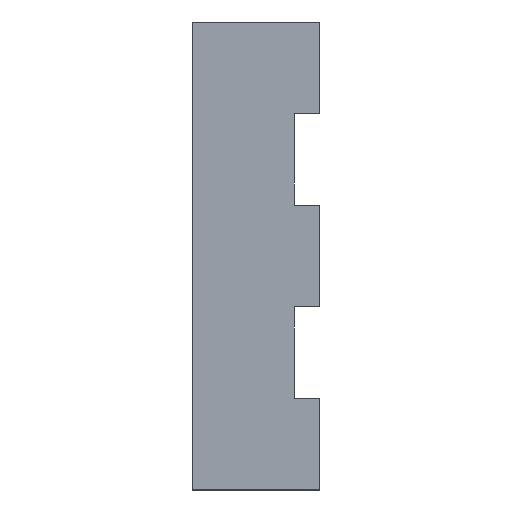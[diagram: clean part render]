
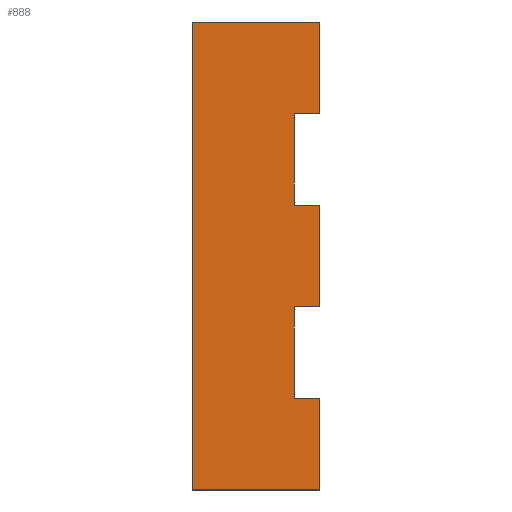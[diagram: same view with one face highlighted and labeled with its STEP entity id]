
A CAD part, left-side view. The second image highlights one B-rep face of the part: STEP entity #888.
In plain terms, the highlighted planar face has unit normal (-1, 0, 0).
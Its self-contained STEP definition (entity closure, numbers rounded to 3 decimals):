
#1 = ORIENTED_EDGE ( 'NONE', *, *, #889, .T. ) ;
#72 = LINE ( 'NONE', #719, #1196 ) ;
#73 = VERTEX_POINT ( 'NONE', #1268 ) ;
#76 = ORIENTED_EDGE ( 'NONE', *, *, #896, .F. ) ;
#118 = VERTEX_POINT ( 'NONE', #183 ) ;
#126 = PLANE ( 'NONE',  #1875 ) ;
#153 = CARTESIAN_POINT ( 'NONE',  ( -6.25, 0., 4.6 ) ) ;
#154 = CARTESIAN_POINT ( 'NONE',  ( -6.25, 0.5, 1. ) ) ;
#167 = DIRECTION ( 'NONE',  ( 0., 1., 0. ) ) ;
#183 = CARTESIAN_POINT ( 'NONE',  ( -6.25, 0.5, 1. ) ) ;
#195 = ORIENTED_EDGE ( 'NONE', *, *, #632, .T. ) ;
#205 = LINE ( 'NONE', #978, #846 ) ;
#206 = CARTESIAN_POINT ( 'NONE',  ( -6.25, 0., 4.6 ) ) ;
#226 = EDGE_CURVE ( 'NONE', #1958, #544, #205, .T. ) ;
#238 = VERTEX_POINT ( 'NONE', #466 ) ;
#242 = LINE ( 'NONE', #206, #1516 ) ;
#269 = VERTEX_POINT ( 'NONE', #930 ) ;
#333 = EDGE_CURVE ( 'NONE', #269, #882, #1104, .T. ) ;
#357 = EDGE_CURVE ( 'NONE', #1769, #269, #774, .T. ) ;
#375 = DIRECTION ( 'NONE',  ( 0., 1., 0. ) ) ;
#403 = LINE ( 'NONE', #1166, #1808 ) ;
#424 = CARTESIAN_POINT ( 'NONE',  ( -6.25, 0., 4.6 ) ) ;
#434 = DIRECTION ( 'NONE',  ( 0., -1., 0. ) ) ;
#466 = CARTESIAN_POINT ( 'NONE',  ( -6.25, 0.5, -2.8 ) ) ;
#476 = VECTOR ( 'NONE', #1848, 1000. ) ;
#502 = ORIENTED_EDGE ( 'NONE', *, *, #577, .T. ) ;
#514 = ORIENTED_EDGE ( 'NONE', *, *, #1827, .T. ) ;
#530 = DIRECTION ( 'NONE',  ( 0., 0., 1. ) ) ;
#544 = VERTEX_POINT ( 'NONE', #979 ) ;
#568 = CARTESIAN_POINT ( 'NONE',  ( -6.25, 0., -1. ) ) ;
#577 = EDGE_CURVE ( 'NONE', #1607, #1799, #242, .T. ) ;
#611 = VECTOR ( 'NONE', #1394, 1000. ) ;
#617 = LINE ( 'NONE', #1403, #863 ) ;
#632 = EDGE_CURVE ( 'NONE', #238, #1553, #1810, .T. ) ;
#648 = ORIENTED_EDGE ( 'NONE', *, *, #1754, .T. ) ;
#719 = CARTESIAN_POINT ( 'NONE',  ( -6.25, 2.5, 4.6 ) ) ;
#738 = FACE_OUTER_BOUND ( 'NONE', #1298, .T. ) ;
#769 = VECTOR ( 'NONE', #1888, 1000. ) ;
#774 = LINE ( 'NONE', #1232, #1037 ) ;
#775 = LINE ( 'NONE', #154, #611 ) ;
#788 = CARTESIAN_POINT ( 'NONE',  ( -6.25, 0.5, -1. ) ) ;
#828 = DIRECTION ( 'NONE',  ( 0., 0., 1. ) ) ;
#837 = DIRECTION ( 'NONE',  ( 0., 0., -1. ) ) ;
#846 = VECTOR ( 'NONE', #828, 1000. ) ;
#863 = VECTOR ( 'NONE', #167, 1000. ) ;
#882 = VERTEX_POINT ( 'NONE', #424 ) ;
#888 = ADVANCED_FACE ( 'NONE', ( #738 ), #126, .F. ) ;
#889 = EDGE_CURVE ( 'NONE', #1799, #238, #403, .T. ) ;
#894 = CARTESIAN_POINT ( 'NONE',  ( -6.25, 0.5, 2.8 ) ) ;
#896 = EDGE_CURVE ( 'NONE', #1109, #882, #72, .T. ) ;
#930 = CARTESIAN_POINT ( 'NONE',  ( -6.25, 0., 2.8 ) ) ;
#978 = CARTESIAN_POINT ( 'NONE',  ( -6.25, 0., 4.6 ) ) ;
#979 = CARTESIAN_POINT ( 'NONE',  ( -6.25, 0., 1. ) ) ;
#1026 = DIRECTION ( 'NONE',  ( 1., 0., 0. ) ) ;
#1037 = VECTOR ( 'NONE', #1723, 1000. ) ;
#1072 = CARTESIAN_POINT ( 'NONE',  ( -6.25, 0., -1. ) ) ;
#1082 = VECTOR ( 'NONE', #434, 1000. ) ;
#1104 = LINE ( 'NONE', #153, #769 ) ;
#1109 = VERTEX_POINT ( 'NONE', #1392 ) ;
#1153 = ORIENTED_EDGE ( 'NONE', *, *, #1597, .F. ) ;
#1166 = CARTESIAN_POINT ( 'NONE',  ( -6.25, 0., -2.8 ) ) ;
#1183 = CARTESIAN_POINT ( 'NONE',  ( -6.25, 2.5, 4.6 ) ) ;
#1192 = ORIENTED_EDGE ( 'NONE', *, *, #333, .T. ) ;
#1196 = VECTOR ( 'NONE', #1791, 1000. ) ;
#1199 = CARTESIAN_POINT ( 'NONE',  ( -6.25, 0., -2.8 ) ) ;
#1232 = CARTESIAN_POINT ( 'NONE',  ( -6.25, 0., 2.8 ) ) ;
#1268 = CARTESIAN_POINT ( 'NONE',  ( -6.25, 2.5, -4.6 ) ) ;
#1298 = EDGE_LOOP ( 'NONE', ( #514, #1917, #1192, #76, #1153, #648, #502, #1, #195, #1697, #1428, #1600 ) ) ;
#1371 = DIRECTION ( 'NONE',  ( 0., -1., 0. ) ) ;
#1392 = CARTESIAN_POINT ( 'NONE',  ( -6.25, 2.5, 4.6 ) ) ;
#1394 = DIRECTION ( 'NONE',  ( 0., 0., 1. ) ) ;
#1403 = CARTESIAN_POINT ( 'NONE',  ( -6.25, 0., 1. ) ) ;
#1428 = ORIENTED_EDGE ( 'NONE', *, *, #226, .T. ) ;
#1494 = CARTESIAN_POINT ( 'NONE',  ( -6.25, 0.5, -2.8 ) ) ;
#1514 = LINE ( 'NONE', #1533, #1845 ) ;
#1516 = VECTOR ( 'NONE', #530, 1000. ) ;
#1533 = CARTESIAN_POINT ( 'NONE',  ( -6.25, 2.5, -4.6 ) ) ;
#1553 = VERTEX_POINT ( 'NONE', #788 ) ;
#1597 = EDGE_CURVE ( 'NONE', #73, #1109, #1934, .T. ) ;
#1600 = ORIENTED_EDGE ( 'NONE', *, *, #2015, .T. ) ;
#1607 = VERTEX_POINT ( 'NONE', #1956 ) ;
#1636 = CARTESIAN_POINT ( 'NONE',  ( -6.25, 2.5, 4.6 ) ) ;
#1697 = ORIENTED_EDGE ( 'NONE', *, *, #1930, .T. ) ;
#1723 = DIRECTION ( 'NONE',  ( 0., -1., 0. ) ) ;
#1754 = EDGE_CURVE ( 'NONE', #73, #1607, #1514, .T. ) ;
#1769 = VERTEX_POINT ( 'NONE', #894 ) ;
#1788 = VECTOR ( 'NONE', #1797, 1000. ) ;
#1791 = DIRECTION ( 'NONE',  ( 0., -1., 0. ) ) ;
#1797 = DIRECTION ( 'NONE',  ( 0., 0., 1. ) ) ;
#1799 = VERTEX_POINT ( 'NONE', #1199 ) ;
#1808 = VECTOR ( 'NONE', #375, 1000. ) ;
#1810 = LINE ( 'NONE', #1494, #476 ) ;
#1822 = LINE ( 'NONE', #1072, #1082 ) ;
#1827 = EDGE_CURVE ( 'NONE', #118, #1769, #775, .T. ) ;
#1845 = VECTOR ( 'NONE', #1371, 1000. ) ;
#1848 = DIRECTION ( 'NONE',  ( 0., 0., 1. ) ) ;
#1875 = AXIS2_PLACEMENT_3D ( 'NONE', #1183, #1026, #837 ) ;
#1888 = DIRECTION ( 'NONE',  ( 0., 0., 1. ) ) ;
#1917 = ORIENTED_EDGE ( 'NONE', *, *, #357, .T. ) ;
#1930 = EDGE_CURVE ( 'NONE', #1553, #1958, #1822, .T. ) ;
#1934 = LINE ( 'NONE', #1636, #1788 ) ;
#1956 = CARTESIAN_POINT ( 'NONE',  ( -6.25, 0., -4.6 ) ) ;
#1958 = VERTEX_POINT ( 'NONE', #568 ) ;
#2015 = EDGE_CURVE ( 'NONE', #544, #118, #617, .T. ) ;
